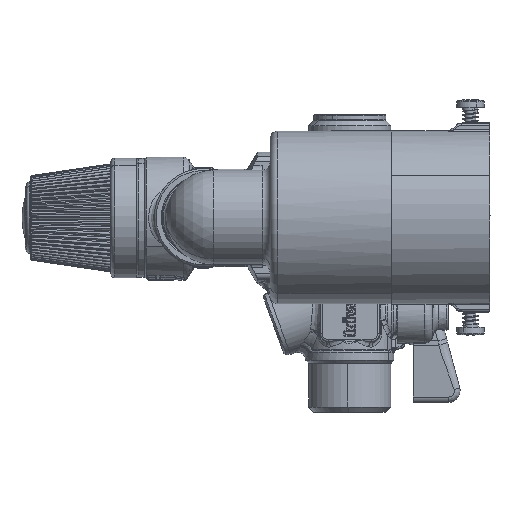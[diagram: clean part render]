
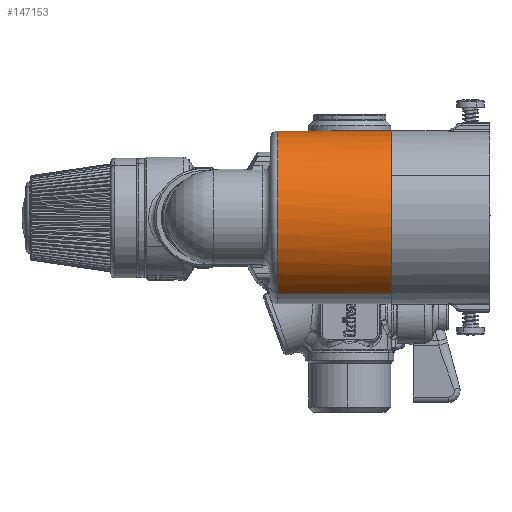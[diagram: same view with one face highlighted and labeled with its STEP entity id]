
A CAD part, top view. The second image highlights one B-rep face of the part: STEP entity #147153.
In plain terms, the highlighted cylindrical face has radius 22 mm (diameter 44 mm), a partial arc.
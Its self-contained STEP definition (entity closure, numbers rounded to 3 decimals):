
#141750=CARTESIAN_POINT('Vertex',(10.7,118.106,59.444)) ;
#141753=CARTESIAN_POINT('Axis2P3D Location',(10.7,98.799,69.992)) ;
#141757=CARTESIAN_POINT('Vertex',(10.7,99.799,91.969)) ;
#141760=CARTESIAN_POINT('Axis2P3D Location',(10.7,98.799,69.992)) ;
#141764=CARTESIAN_POINT('Vertex',(10.7,83.699,85.992)) ;
#141767=CARTESIAN_POINT('Axis2P3D Location',(10.7,98.799,69.992)) ;
#141771=CARTESIAN_POINT('Vertex',(10.7,79.492,80.539)) ;
#147092=CARTESIAN_POINT('Vertex',(-18.3,79.492,80.539)) ;
#147099=CARTESIAN_POINT('Vertex',(-18.3,118.106,59.444)) ;
#147115=CARTESIAN_POINT('Axis2P3D Location',(-14.55,98.799,69.992)) ;
#147120=CARTESIAN_POINT('Line Origine',(-3.8,79.492,80.539)) ;
#147125=CARTESIAN_POINT('Line Origine',(-3.8,118.106,59.444)) ;
#147140=CARTESIAN_POINT('Axis2P3D Location',(-18.3,98.799,69.992)) ;
#147122=VECTOR('Line Direction',#147121,1.) ;
#147127=VECTOR('Line Direction',#147126,1.) ;
#141754=DIRECTION('Axis2P3D Direction',(-1.,0.,0.)) ;
#141761=DIRECTION('Axis2P3D Direction',(-1.,0.,0.)) ;
#141768=DIRECTION('Axis2P3D Direction',(-1.,0.,0.)) ;
#147116=DIRECTION('Axis2P3D Direction',(-1.,0.,0.)) ;
#147117=DIRECTION('Axis2P3D XDirection',(0.,0.878,-0.479)) ;
#147121=DIRECTION('Vector Direction',(-1.,0.,0.)) ;
#147126=DIRECTION('Vector Direction',(-1.,0.,0.)) ;
#147141=DIRECTION('Axis2P3D Direction',(-1.,0.,0.)) ;
#141755=AXIS2_PLACEMENT_3D('Circle Axis2P3D',#141753,#141754,$) ;
#141762=AXIS2_PLACEMENT_3D('Circle Axis2P3D',#141760,#141761,$) ;
#141769=AXIS2_PLACEMENT_3D('Circle Axis2P3D',#141767,#141768,$) ;
#147118=AXIS2_PLACEMENT_3D('Cylinder Axis2P3D',#147115,#147116,#147117) ;
#147142=AXIS2_PLACEMENT_3D('Circle Axis2P3D',#147140,#147141,$) ;
#147123=LINE('Line',#147120,#147122) ;
#147128=LINE('Line',#147125,#147127) ;
#141756=CIRCLE('generated circle',#141755,22.) ;
#141763=CIRCLE('generated circle',#141762,22.) ;
#141770=CIRCLE('generated circle',#141769,22.) ;
#147143=CIRCLE('generated circle',#147142,22.) ;
#147119=CYLINDRICAL_SURFACE('generated cylinder',#147118,22.) ;
#141759=EDGE_CURVE('',#141758,#141751,#141756,.T.) ;
#141766=EDGE_CURVE('',#141765,#141758,#141763,.T.) ;
#141773=EDGE_CURVE('',#141772,#141765,#141770,.T.) ;
#147124=EDGE_CURVE('',#141772,#147093,#147123,.T.) ;
#147129=EDGE_CURVE('',#141751,#147100,#147128,.T.) ;
#147144=EDGE_CURVE('',#147093,#147100,#147143,.T.) ;
#147146=ORIENTED_EDGE('',*,*,#141766,.T.) ;
#147147=ORIENTED_EDGE('',*,*,#141759,.T.) ;
#147148=ORIENTED_EDGE('',*,*,#147129,.T.) ;
#147149=ORIENTED_EDGE('',*,*,#147144,.F.) ;
#147150=ORIENTED_EDGE('',*,*,#147124,.F.) ;
#147151=ORIENTED_EDGE('',*,*,#141773,.T.) ;
#147145=EDGE_LOOP('',(#147146,#147147,#147148,#147149,#147150,#147151)) ;
#141751=VERTEX_POINT('',#141750) ;
#141758=VERTEX_POINT('',#141757) ;
#141765=VERTEX_POINT('',#141764) ;
#141772=VERTEX_POINT('',#141771) ;
#147093=VERTEX_POINT('',#147092) ;
#147100=VERTEX_POINT('',#147099) ;
#147153=ADVANCED_FACE('PartBody',(#147152),#147119,.T.) ;
#147152=FACE_OUTER_BOUND('',#147145,.T.) ;
